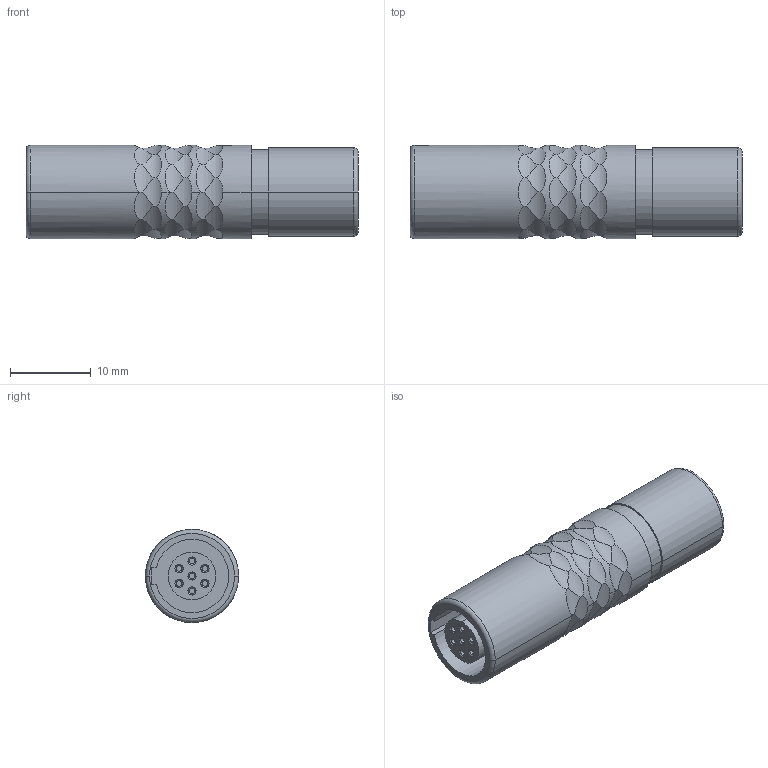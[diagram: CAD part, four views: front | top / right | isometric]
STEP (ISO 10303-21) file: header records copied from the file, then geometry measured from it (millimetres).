
FILE_DESCRIPTION((''),'2;1');
FILE_NAME('K11L0C-P07L','2013-01-21T',('RTrager'),(''),'PRO/ENGINEER BY PARAMETRIC TECHNOLOGY CORPORATION, 2010330','PRO/ENGINEER BY PARAMETRIC TECHNOLOGY CORPORATION, 2010330','');
FILE_SCHEMA(('CONFIG_CONTROL_DESIGN'));
Length unit declared in the file: millimetre
Products named in the file (1): K11L0C-P07L
Bounding box: 41 x 11.5 x 11.5 mm (x, y, z)
Volume: 2979.2 mm3; surface area: 2831.1 mm2
Topology: 1 solids, 1 shells, 209 faces, 526 edges, 340 vertices
Faces by surface type: cylinder 138, plane 39, cone 14, torus 10, bspline 8
Entity records: 7760 total; most frequent: CARTESIAN_POINT 3023, ORIENTED_EDGE 1052, DIRECTION 866, EDGE_CURVE 526, AXIS2_PLACEMENT_3D 363, VERTEX_POINT 340, EDGE_LOOP 230, B_SPLINE_CURVE_WITH_KNOTS 224
